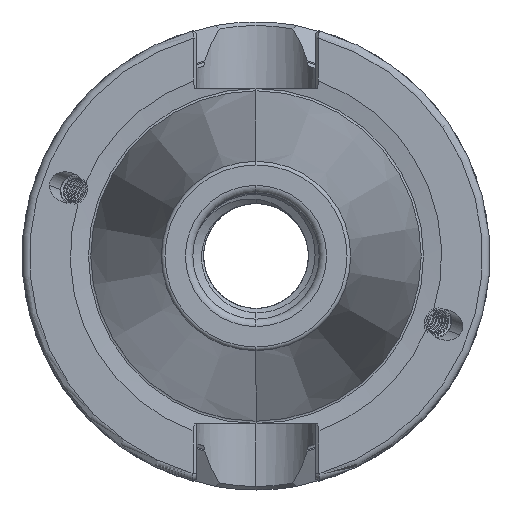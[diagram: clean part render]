
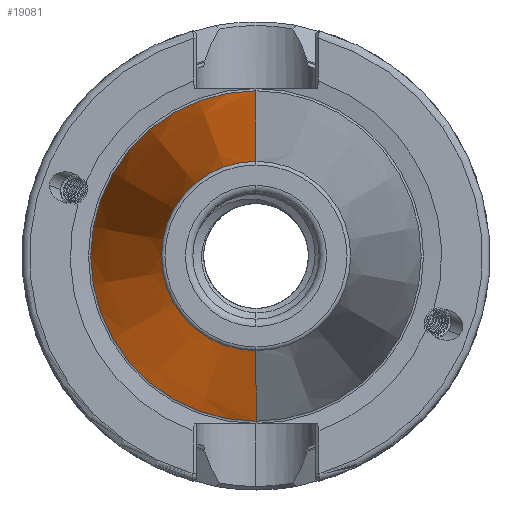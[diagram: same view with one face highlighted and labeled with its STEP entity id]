
A CAD part, left-side view. The second image highlights one B-rep face of the part: STEP entity #19081.
In plain terms, the highlighted conical face has half-angle 8.297 degrees and reference radius 22.24 mm.
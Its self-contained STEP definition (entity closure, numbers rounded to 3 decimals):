
#973 = CARTESIAN_POINT ( 'NONE',  ( -65.972, 0., -12.75 ) ) ;
#983 = CARTESIAN_POINT ( 'NONE',  ( -65.972, 0., 12.75 ) ) ;
#1027 = CARTESIAN_POINT ( 'NONE',  ( -0.9, 0., 22.24 ) ) ;
#1384 = VERTEX_POINT ( 'NONE', #973 ) ;
#1413 = VERTEX_POINT ( 'NONE', #983 ) ;
#1427 = VERTEX_POINT ( 'NONE', #1027 ) ;
#1619 = VERTEX_POINT ( 'NONE', #6567 ) ;
#3900 = DIRECTION ( 'NONE',  ( 0., 0., -1. ) ) ;
#3938 = CARTESIAN_POINT ( 'NONE',  ( -0.9, 0., 0. ) ) ;
#3939 = DIRECTION ( 'NONE',  ( 1., 0., 0. ) ) ;
#4979 = FACE_OUTER_BOUND ( 'NONE', #6696, .T. ) ;
#4994 = CONICAL_SURFACE ( 'NONE', #7752, 22.24, 0.145 ) ;
#6493 = LINE ( 'NONE', #12399, #6604 ) ;
#6552 = LINE ( 'NONE', #12863, #6652 ) ;
#6567 = CARTESIAN_POINT ( 'NONE',  ( -0.9, 0., -22.24 ) ) ;
#6594 = CIRCLE ( 'NONE', #7683, 22.24 ) ;
#6604 = VECTOR ( 'NONE', #12413, 1000. ) ;
#6649 = CIRCLE ( 'NONE', #7681, 12.75 ) ;
#6652 = VECTOR ( 'NONE', #12874, 1000. ) ;
#6696 = EDGE_LOOP ( 'NONE', ( #15502, #15442, #15460, #15500 ) ) ;
#7681 = AXIS2_PLACEMENT_3D ( 'NONE', #12896, #12869, #12870 ) ;
#7683 = AXIS2_PLACEMENT_3D ( 'NONE', #12472, #12476, #12486 ) ;
#7752 = AXIS2_PLACEMENT_3D ( 'NONE', #3938, #3939, #3900 ) ;
#10239 = EDGE_CURVE ( 'NONE', #1384, #1619, #6493, .T. ) ;
#10254 = EDGE_CURVE ( 'NONE', #1619, #1427, #6594, .T. ) ;
#10289 = EDGE_CURVE ( 'NONE', #1413, #1427, #6552, .T. ) ;
#10292 = EDGE_CURVE ( 'NONE', #1384, #1413, #6649, .T. ) ;
#12399 = CARTESIAN_POINT ( 'NONE',  ( -0.9, 0., -22.24 ) ) ;
#12413 = DIRECTION ( 'NONE',  ( 0.99, 0., -0.144 ) ) ;
#12472 = CARTESIAN_POINT ( 'NONE',  ( -0.9, 0., 0. ) ) ;
#12476 = DIRECTION ( 'NONE',  ( 1., 0., 0. ) ) ;
#12486 = DIRECTION ( 'NONE',  ( 0., 0., -1. ) ) ;
#12863 = CARTESIAN_POINT ( 'NONE',  ( -0.9, 0., 22.24 ) ) ;
#12869 = DIRECTION ( 'NONE',  ( 1., 0., 0. ) ) ;
#12870 = DIRECTION ( 'NONE',  ( 0., 0., -1. ) ) ;
#12874 = DIRECTION ( 'NONE',  ( 0.99, 0., 0.144 ) ) ;
#12896 = CARTESIAN_POINT ( 'NONE',  ( -65.972, 0., 0. ) ) ;
#15442 = ORIENTED_EDGE ( 'NONE', *, *, #10289, .T. ) ;
#15460 = ORIENTED_EDGE ( 'NONE', *, *, #10254, .F. ) ;
#15500 = ORIENTED_EDGE ( 'NONE', *, *, #10239, .F. ) ;
#15502 = ORIENTED_EDGE ( 'NONE', *, *, #10292, .T. ) ;
#19081 = ADVANCED_FACE ( 'NONE', ( #4979 ), #4994, .T. ) ;
